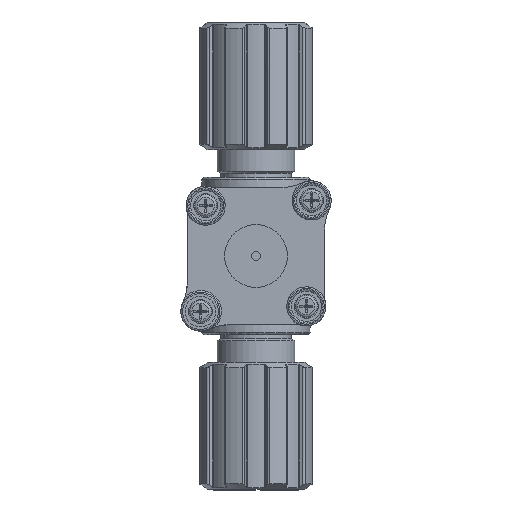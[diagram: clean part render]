
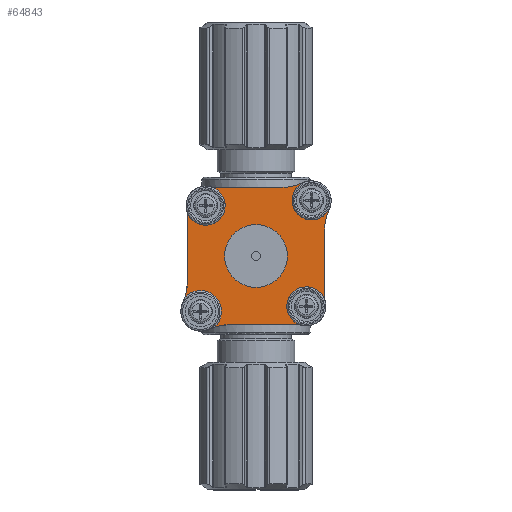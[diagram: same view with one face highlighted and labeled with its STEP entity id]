
A CAD part, front view. The second image highlights one B-rep face of the part: STEP entity #64843.
In plain terms, the highlighted planar face has unit normal (0, -1, 0).
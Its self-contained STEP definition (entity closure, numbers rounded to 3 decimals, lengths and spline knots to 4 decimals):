
#6622=LINE('',#111329,#12748);
#6647=LINE('',#111425,#12773);
#6653=LINE('',#111439,#12779);
#6680=LINE('',#111514,#12806);
#12748=VECTOR('',#82967,0.4531);
#12773=VECTOR('',#83052,0.4531);
#12779=VECTOR('',#83064,0.4531);
#12806=VECTOR('',#83153,0.4531);
#15112=PLANE('',#68983);
#15621=FACE_BOUND('',#23734,.T.);
#20190=FACE_OUTER_BOUND('',#23733,.T.);
#23733=EDGE_LOOP('',(#58012,#58013,#58014,#58015,#58016,#58017,#58018,#58019,
#58020,#58021,#58022,#58023,#58024,#58025,#58026,#58027));
#23734=EDGE_LOOP('',(#58028));
#24953=CIRCLE('',#68825,0.25);
#24956=CIRCLE('',#68830,0.1675);
#24963=CIRCLE('',#68841,0.155);
#24969=CIRCLE('',#68852,0.155);
#24974=CIRCLE('',#68860,0.155);
#25019=CIRCLE('',#68938,0.5);
#25020=CIRCLE('',#68940,0.5);
#25021=CIRCLE('',#68943,0.5);
#25025=CIRCLE('',#68954,0.5);
#25032=CIRCLE('',#68976,0.5);
#25033=CIRCLE('',#68978,0.5);
#25034=CIRCLE('',#68980,0.5);
#25035=CIRCLE('',#68982,0.5);
#30900=VERTEX_POINT('',#111205);
#30902=VERTEX_POINT('',#111211);
#30905=VERTEX_POINT('',#111221);
#30913=VERTEX_POINT('',#111247);
#30915=VERTEX_POINT('',#111251);
#30921=VERTEX_POINT('',#111269);
#30922=VERTEX_POINT('',#111270);
#30928=VERTEX_POINT('',#111286);
#30929=VERTEX_POINT('',#111287);
#30944=VERTEX_POINT('',#111326);
#30945=VERTEX_POINT('',#111328);
#30985=VERTEX_POINT('',#111422);
#30986=VERTEX_POINT('',#111424);
#30990=VERTEX_POINT('',#111436);
#30991=VERTEX_POINT('',#111438);
#31007=VERTEX_POINT('',#111508);
#31008=VERTEX_POINT('',#111512);
#39872=EDGE_CURVE('',#30900,#30900,#24953,.T.);
#39877=EDGE_CURVE('',#30905,#30902,#24956,.T.);
#39888=EDGE_CURVE('',#30913,#30915,#24963,.T.);
#39894=EDGE_CURVE('',#30921,#30922,#24969,.T.);
#39901=EDGE_CURVE('',#30928,#30929,#24974,.T.);
#39918=EDGE_CURVE('',#30944,#30945,#6622,.T.);
#39968=EDGE_CURVE('',#30985,#30986,#6647,.T.);
#39975=EDGE_CURVE('',#30990,#30991,#6653,.T.);
#40009=EDGE_CURVE('',#30928,#30985,#25019,.T.);
#40011=EDGE_CURVE('',#31007,#30905,#25020,.T.);
#40013=EDGE_CURVE('',#31008,#31007,#6680,.T.);
#40014=EDGE_CURVE('',#30902,#30990,#25021,.T.);
#40026=EDGE_CURVE('',#30945,#30929,#25025,.T.);
#40033=EDGE_CURVE('',#30986,#30922,#25032,.T.);
#40034=EDGE_CURVE('',#30921,#31008,#25033,.T.);
#40035=EDGE_CURVE('',#30991,#30915,#25034,.T.);
#40036=EDGE_CURVE('',#30913,#30944,#25035,.T.);
#58012=ORIENTED_EDGE('',*,*,#39877,.F.);
#58013=ORIENTED_EDGE('',*,*,#40011,.F.);
#58014=ORIENTED_EDGE('',*,*,#40013,.F.);
#58015=ORIENTED_EDGE('',*,*,#40034,.F.);
#58016=ORIENTED_EDGE('',*,*,#39894,.T.);
#58017=ORIENTED_EDGE('',*,*,#40033,.F.);
#58018=ORIENTED_EDGE('',*,*,#39968,.F.);
#58019=ORIENTED_EDGE('',*,*,#40009,.F.);
#58020=ORIENTED_EDGE('',*,*,#39901,.T.);
#58021=ORIENTED_EDGE('',*,*,#40026,.F.);
#58022=ORIENTED_EDGE('',*,*,#39918,.F.);
#58023=ORIENTED_EDGE('',*,*,#40036,.F.);
#58024=ORIENTED_EDGE('',*,*,#39888,.T.);
#58025=ORIENTED_EDGE('',*,*,#40035,.F.);
#58026=ORIENTED_EDGE('',*,*,#39975,.F.);
#58027=ORIENTED_EDGE('',*,*,#40014,.F.);
#58028=ORIENTED_EDGE('',*,*,#39872,.T.);
#64843=ADVANCED_FACE('',(#20190,#15621),#15112,.T.);
#68825=AXIS2_PLACEMENT_3D('',#111206,#82848,#82849);
#68830=AXIS2_PLACEMENT_3D('',#111228,#82858,#82859);
#68841=AXIS2_PLACEMENT_3D('',#111253,#82884,#82885);
#68852=AXIS2_PLACEMENT_3D('',#111271,#82906,#82907);
#68860=AXIS2_PLACEMENT_3D('',#111288,#82924,#82925);
#68938=AXIS2_PLACEMENT_3D('',#111506,#83143,#83144);
#68940=AXIS2_PLACEMENT_3D('',#111510,#83148,#83149);
#68943=AXIS2_PLACEMENT_3D('',#111516,#83156,#83157);
#68954=AXIS2_PLACEMENT_3D('',#111540,#83186,#83187);
#68976=AXIS2_PLACEMENT_3D('',#111568,#83230,#83231);
#68978=AXIS2_PLACEMENT_3D('',#111570,#83234,#83235);
#68980=AXIS2_PLACEMENT_3D('',#111572,#83238,#83239);
#68982=AXIS2_PLACEMENT_3D('',#111574,#83242,#83243);
#68983=AXIS2_PLACEMENT_3D('',#111575,#83244,#83245);
#82848=DIRECTION('center_axis',(0.,1.,0.));
#82849=DIRECTION('ref_axis',(-1.,0.,0.));
#82858=DIRECTION('center_axis',(0.,-1.,0.));
#82859=DIRECTION('ref_axis',(0.707,0.,0.707));
#82884=DIRECTION('center_axis',(0.,1.,0.));
#82885=DIRECTION('ref_axis',(-1.,0.,0.));
#82906=DIRECTION('center_axis',(0.,1.,0.));
#82907=DIRECTION('ref_axis',(-1.,0.,0.));
#82924=DIRECTION('center_axis',(0.,1.,0.));
#82925=DIRECTION('ref_axis',(-1.,0.,0.));
#82967=DIRECTION('',(1.,0.,0.));
#83052=DIRECTION('',(0.,0.,-1.));
#83064=DIRECTION('',(0.,0.,1.));
#83143=DIRECTION('center_axis',(0.,-1.,0.));
#83144=DIRECTION('ref_axis',(0.917,0.,-0.399));
#83148=DIRECTION('center_axis',(0.,-1.,0.));
#83149=DIRECTION('ref_axis',(0.,0.,
-1.));
#83153=DIRECTION('',(-1.,0.,0.));
#83156=DIRECTION('center_axis',(0.,-1.,0.));
#83157=DIRECTION('ref_axis',(-0.917,0.,0.399));
#83186=DIRECTION('center_axis',(0.,-1.,0.));
#83187=DIRECTION('ref_axis',(0.,0.,
1.));
#83230=DIRECTION('center_axis',(0.,-1.,0.));
#83231=DIRECTION('ref_axis',(1.,0.,0.));
#83234=DIRECTION('center_axis',(0.,-1.,0.));
#83235=DIRECTION('ref_axis',(-0.194,0.,-0.981));
#83238=DIRECTION('center_axis',(0.,-1.,0.));
#83239=DIRECTION('ref_axis',(-1.,0.,0.));
#83242=DIRECTION('center_axis',(0.,-1.,0.));
#83243=DIRECTION('ref_axis',(0.194,0.,0.981));
#83244=DIRECTION('center_axis',(0.,-1.,0.));
#83245=DIRECTION('ref_axis',(1.,0.,0.));
#111205=CARTESIAN_POINT('',(0.25,4.2758,0.));
#111206=CARTESIAN_POINT('Origin',(0.,4.2758,
0.));
#111211=CARTESIAN_POINT('',(-0.5648,4.2758,-0.3281));
#111221=CARTESIAN_POINT('',(-0.3281,4.2758,-0.5648));
#111228=CARTESIAN_POINT('Origin',(-0.4419,4.2758,-0.4419));
#111247=CARTESIAN_POINT('',(-0.3699,4.2758,0.552));
#111251=CARTESIAN_POINT('',(-0.552,4.2758,0.3699));
#111253=CARTESIAN_POINT('Origin',(-0.4,4.2758,0.4));
#111269=CARTESIAN_POINT('',(0.3699,4.2758,-0.552));
#111270=CARTESIAN_POINT('',(0.552,4.2758,-0.3699));
#111271=CARTESIAN_POINT('Origin',(0.4,4.2758,-0.4));
#111286=CARTESIAN_POINT('',(0.5841,4.2758,0.3801));
#111287=CARTESIAN_POINT('',(0.3801,4.2758,0.5841));
#111288=CARTESIAN_POINT('Origin',(0.4419,4.2758,0.4419));
#111326=CARTESIAN_POINT('',(-0.2726,4.2758,0.5425));
#111328=CARTESIAN_POINT('',(0.1805,4.2758,0.5425));
#111329=CARTESIAN_POINT('',(0.1805,4.2758,0.5425));
#111422=CARTESIAN_POINT('',(0.5425,4.2758,0.1805));
#111424=CARTESIAN_POINT('',(0.5425,4.2758,-0.2726));
#111425=CARTESIAN_POINT('',(0.5425,4.2758,-0.2726));
#111436=CARTESIAN_POINT('',(-0.5425,4.2758,-0.1805));
#111438=CARTESIAN_POINT('',(-0.5425,4.2758,0.2726));
#111439=CARTESIAN_POINT('',(-0.5425,4.2758,0.2726));
#111506=CARTESIAN_POINT('Origin',(1.0425,4.2758,0.1805));
#111508=CARTESIAN_POINT('',(-0.1805,4.2758,-0.5425));
#111510=CARTESIAN_POINT('Origin',(-0.1805,4.2758,-1.0425));
#111512=CARTESIAN_POINT('',(0.2726,4.2758,-0.5425));
#111514=CARTESIAN_POINT('',(-0.1805,4.2758,-0.5425));
#111516=CARTESIAN_POINT('Origin',(-1.0425,4.2758,-0.1805));
#111540=CARTESIAN_POINT('Origin',(0.1805,4.2758,1.0425));
#111568=CARTESIAN_POINT('Origin',(1.0425,4.2758,-0.2726));
#111570=CARTESIAN_POINT('Origin',(0.2726,4.2758,-1.0425));
#111572=CARTESIAN_POINT('Origin',(-1.0425,4.2758,0.2726));
#111574=CARTESIAN_POINT('Origin',(-0.2726,4.2758,1.0425));
#111575=CARTESIAN_POINT('Origin',(0.,4.2758,
0.));
